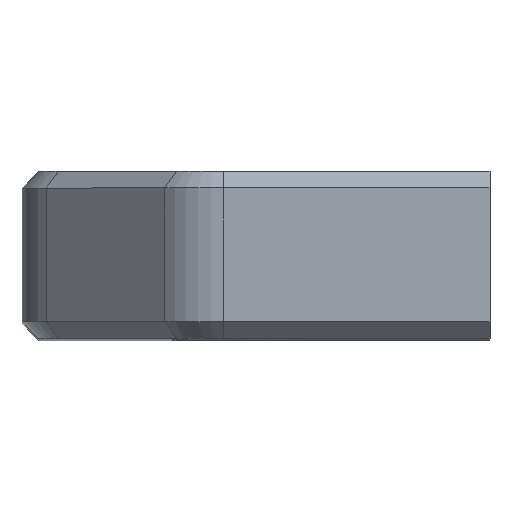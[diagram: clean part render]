
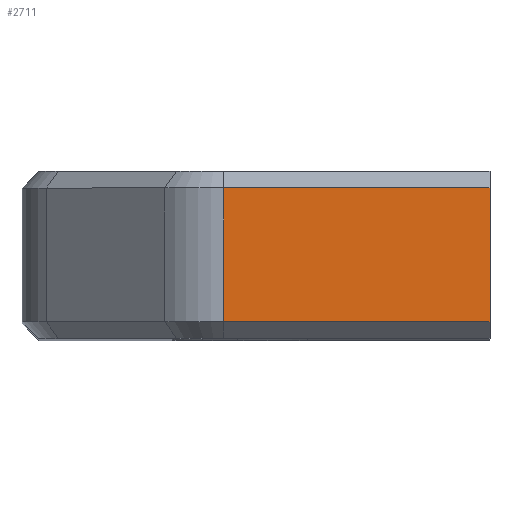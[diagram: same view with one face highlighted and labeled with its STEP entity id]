
A CAD part, top view. The second image highlights one B-rep face of the part: STEP entity #2711.
In plain terms, the highlighted planar face has unit normal (0, 0, 1).
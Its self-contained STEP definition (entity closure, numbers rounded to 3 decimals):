
#148=PLANE('',#2923);
#274=FACE_OUTER_BOUND('',#431,.T.);
#431=EDGE_LOOP('',(#2365,#2366,#2367,#2368));
#729=LINE('',#4527,#1033);
#732=LINE('',#4533,#1036);
#733=LINE('',#4534,#1037);
#734=LINE('',#4535,#1038);
#1033=VECTOR('',#3515,10.);
#1036=VECTOR('',#3520,10.);
#1037=VECTOR('',#3521,10.);
#1038=VECTOR('',#3522,10.);
#1382=VERTEX_POINT('',#4525);
#1383=VERTEX_POINT('',#4526);
#1384=VERTEX_POINT('',#4531);
#1385=VERTEX_POINT('',#4532);
#1728=EDGE_CURVE('',#1382,#1383,#729,.T.);
#1731=EDGE_CURVE('',#1384,#1385,#732,.T.);
#1732=EDGE_CURVE('',#1383,#1384,#733,.T.);
#1733=EDGE_CURVE('',#1382,#1385,#734,.T.);
#2365=ORIENTED_EDGE('',*,*,#1731,.F.);
#2366=ORIENTED_EDGE('',*,*,#1732,.F.);
#2367=ORIENTED_EDGE('',*,*,#1728,.F.);
#2368=ORIENTED_EDGE('',*,*,#1733,.T.);
#2711=ADVANCED_FACE('',(#274),#148,.T.);
#2923=AXIS2_PLACEMENT_3D('',#4530,#3518,#3519);
#3515=DIRECTION('',(-1.,0.,0.));
#3518=DIRECTION('center_axis',(0.,0.,1.));
#3519=DIRECTION('ref_axis',(1.,0.,0.));
#3520=DIRECTION('',(1.,0.,0.));
#3521=DIRECTION('',(0.,1.,0.));
#3522=DIRECTION('',(0.,1.,0.));
#4525=CARTESIAN_POINT('',(0.,1.,10.));
#4526=CARTESIAN_POINT('',(-15.929,1.,10.));
#4527=CARTESIAN_POINT('',(-21.,1.,10.));
#4530=CARTESIAN_POINT('Origin',(-28.,0.,10.));
#4531=CARTESIAN_POINT('',(-15.929,9.,10.));
#4532=CARTESIAN_POINT('',(0.,9.,10.));
#4533=CARTESIAN_POINT('',(-21.,9.,10.));
#4534=CARTESIAN_POINT('',(-15.929,0.,10.));
#4535=CARTESIAN_POINT('',(0.,0.,10.));
